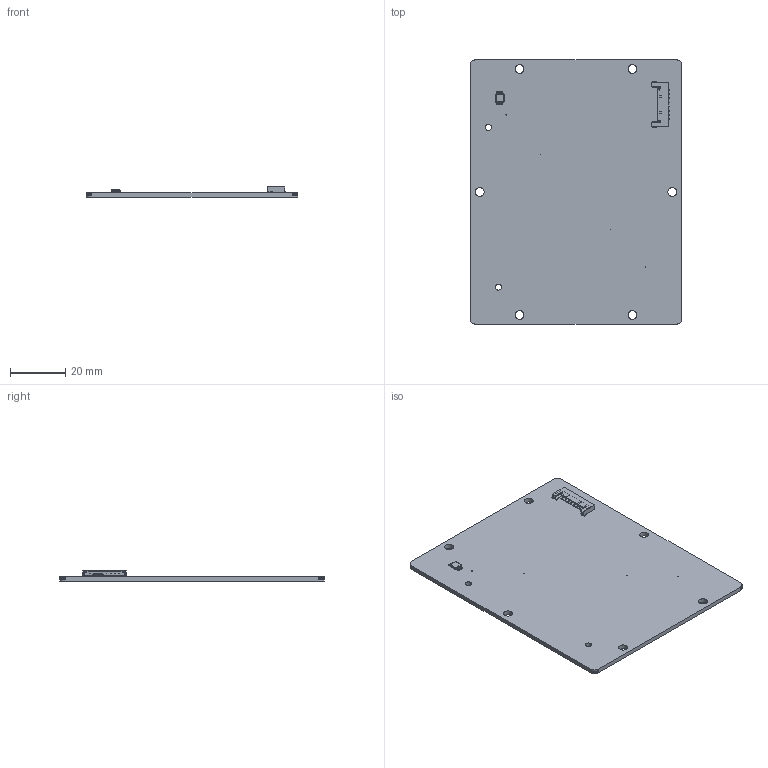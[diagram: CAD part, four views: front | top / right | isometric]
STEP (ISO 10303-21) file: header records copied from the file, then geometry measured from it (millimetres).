
FILE_DESCRIPTION(('KiCad electronic assembly'),'2;1');
FILE_NAME('magnetorquer_board.step','2025-04-11T14:21:50',('Pcbnew'),( 'Kicad'),'Open CASCADE STEP processor 7.6','KiCad to STEP converter' ,'Unknown');
FILE_SCHEMA(('AUTOMOTIVE_DESIGN { 1 0 10303 214 1 1 1 1 }'));
Length unit declared in the file: millimetre
Products named in the file (6): magnetorquer_board 1; Molex_504050-0891; 5040500891wbm000_01; DRV8830DGQR; DGQ0010E_ASM; magnetorquer_board PCB
Assembly tree (5 placements, depth 3):
  magnetorquer_board 1
    Molex_504050-0891
      5040500891wbm000_01
    DRV8830DGQR
      DGQ0010E_ASM
    magnetorquer_board PCB
Bounding box: 77 x 96 x 3.65 mm (x, y, z)
Volume: 11825.9 mm3; surface area: 15759.7 mm2
Topology: 14 solids, 14 shells, 503 faces, 1351 edges, 880 vertices
Faces by surface type: plane 403, cylinder 92, sphere 8
Full cylindrical faces by diameter (mm): 0.3 x4, 2.2 x2, 3.2 x6
Entity records: 35298 total; most frequent: CARTESIAN_POINT 7882, DIRECTION 5050, LINE 3628, VECTOR 3628, ORIENTED_EDGE 2702, PCURVE 2702, DEFINITIONAL_REPRESENTATION 2702, EDGE_CURVE 1351
